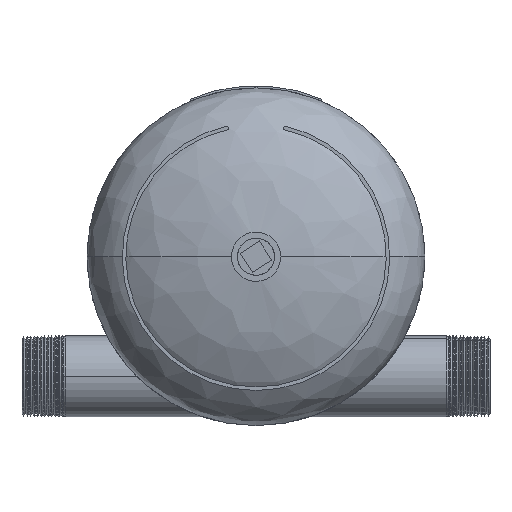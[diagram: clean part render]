
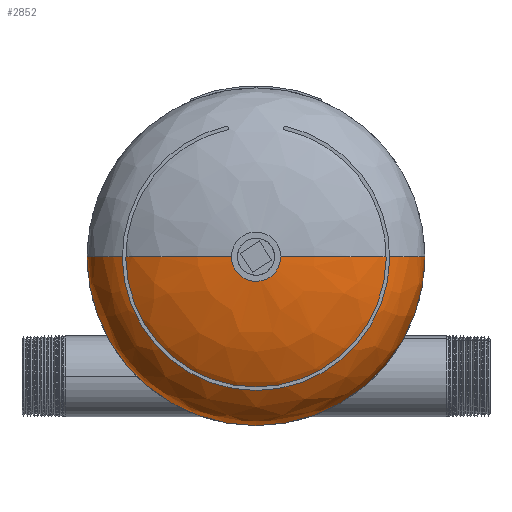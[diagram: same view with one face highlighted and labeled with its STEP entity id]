
A CAD part, front view. The second image highlights one B-rep face of the part: STEP entity #2852.
In plain terms, the highlighted free-form (B-spline) face has degree [3, 3] with [4, 4] control points.
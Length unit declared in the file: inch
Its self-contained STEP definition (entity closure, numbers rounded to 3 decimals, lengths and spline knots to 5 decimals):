
#110 = AXIS2_PLACEMENT_3D ( 'NONE', #9051, #713, #13047 ) ;
#713 = DIRECTION ( 'NONE',  ( 0., -1., 0. ) ) ;
#762 = CARTESIAN_POINT ( 'NONE',  ( -6., 2.62614, 0. ) ) ;
#1219 = CARTESIAN_POINT ( 'NONE',  ( 6., 2.62614, 0. ) ) ;
#1771 = CARTESIAN_POINT ( 'NONE',  ( -6., 1.0125, 0. ) ) ;
#1883 = CARTESIAN_POINT ( 'NONE',  ( -6., 1.0125, 0. ) ) ;
#2153 =( BOUNDED_SURFACE ( )  B_SPLINE_SURFACE ( 3, 3, ( 
 ( #7826, #8973, #2834, #7892 ),
 ( #12008, #6860, #10983, #5662 ),
 ( #762, #11811, #9785, #13094 ),
 ( #1771, #3839, #2574, #10048 ) ),
 .UNSPECIFIED., .F., .F., .F. ) 
 B_SPLINE_SURFACE_WITH_KNOTS ( ( 4, 4 ),
 ( 4, 4 ),
 ( 0., 1. ),
 ( 0., 1. ),
 .UNSPECIFIED. ) 
 GEOMETRIC_REPRESENTATION_ITEM ( )  RATIONAL_B_SPLINE_SURFACE ( (
 ( 1., 0.333, 0.333, 1.),
 ( 0.833, 0.278, 0.278, 0.833),
 ( 0.833, 0.278, 0.278, 0.833),
 ( 1., 0.333, 0.333, 1.) ) ) 
 REPRESENTATION_ITEM ( '' )  SURFACE ( )  );
#2574 = CARTESIAN_POINT ( 'NONE',  ( 6., 1.0125, -12. ) ) ;
#2675 = CARTESIAN_POINT ( 'NONE',  ( 0., 4.03808, -0.75 ) ) ;
#2834 = CARTESIAN_POINT ( 'NONE',  ( 0.75, 4.03808, -1.5 ) ) ;
#2852 = ADVANCED_FACE ( 'NONE', ( #3908 ), #2153, .F. ) ;
#2957 = CARTESIAN_POINT ( 'NONE',  ( -6., 1.0125, 0. ) ) ;
#2978 = DIRECTION ( 'NONE',  ( 0., 0., -1. ) ) ;
#3170 =( BOUNDED_CURVE ( )  B_SPLINE_CURVE ( 3, ( #11165, #10145, #12180, #1883 ),
 .UNSPECIFIED., .F., .F. ) 
 B_SPLINE_CURVE_WITH_KNOTS ( ( 4, 4 ),
 ( 1.69612, 3.14159 ),
 .UNSPECIFIED. ) 
 CURVE ( )  GEOMETRIC_REPRESENTATION_ITEM ( )  RATIONAL_B_SPLINE_CURVE ( ( 1., 0.833, 0.833, 1. ) ) 
 REPRESENTATION_ITEM ( '' )  );
#3839 = CARTESIAN_POINT ( 'NONE',  ( -6., 1.0125, -12. ) ) ;
#3908 = FACE_OUTER_BOUND ( 'NONE', #10391, .T. ) ;
#4007 = CARTESIAN_POINT ( 'NONE',  ( 0., 1.0125, -6. ) ) ;
#4305 = EDGE_CURVE ( 'NONE', #12349, #8176, #5192, .T. ) ;
#4794 = CIRCLE ( 'NONE', #12113, 0.75 ) ;
#5192 = CIRCLE ( 'NONE', #10791, 6. ) ;
#5327 = DIRECTION ( 'NONE',  ( 0., -1., 0. ) ) ;
#5519 = ORIENTED_EDGE ( 'NONE', *, *, #9479, .T. ) ;
#5662 = CARTESIAN_POINT ( 'NONE',  ( 3.9, 3.83638, 0. ) ) ;
#6301 = DIRECTION ( 'NONE',  ( 0., -1., 0. ) ) ;
#6304 = CARTESIAN_POINT ( 'NONE',  ( 0.75, 4.03808, 0. ) ) ;
#6456 = CARTESIAN_POINT ( 'NONE',  ( 0., 4.03808, 0. ) ) ;
#6836 = EDGE_CURVE ( 'NONE', #7425, #8176, #9540, .T. ) ;
#6860 = CARTESIAN_POINT ( 'NONE',  ( -3.9, 3.83638, -7.8 ) ) ;
#7169 = EDGE_CURVE ( 'NONE', #9144, #11218, #3170, .T. ) ;
#7271 = DIRECTION ( 'NONE',  ( 0., 0., -1. ) ) ;
#7327 = CARTESIAN_POINT ( 'NONE',  ( 0., 1.0125, 0. ) ) ;
#7425 = VERTEX_POINT ( 'NONE', #13228 ) ;
#7826 = CARTESIAN_POINT ( 'NONE',  ( -0.75, 4.03808, 0. ) ) ;
#7892 = CARTESIAN_POINT ( 'NONE',  ( 0.75, 4.03808, 0. ) ) ;
#8176 = VERTEX_POINT ( 'NONE', #10907 ) ;
#8242 = CIRCLE ( 'NONE', #9546, 6. ) ;
#8375 = CARTESIAN_POINT ( 'NONE',  ( -0.75, 4.03808, 0. ) ) ;
#8559 = VERTEX_POINT ( 'NONE', #2675 ) ;
#8973 = CARTESIAN_POINT ( 'NONE',  ( -0.75, 4.03808, -1.5 ) ) ;
#9051 = CARTESIAN_POINT ( 'NONE',  ( 0., 4.03808, 0. ) ) ;
#9144 = VERTEX_POINT ( 'NONE', #8375 ) ;
#9153 = CIRCLE ( 'NONE', #110, 0.75 ) ;
#9479 = EDGE_CURVE ( 'NONE', #8559, #7425, #4794, .T. ) ;
#9540 =( BOUNDED_CURVE ( )  B_SPLINE_CURVE ( 3, ( #6304, #10429, #1219, #12530 ),
 .UNSPECIFIED., .F., .F. ) 
 B_SPLINE_CURVE_WITH_KNOTS ( ( 4, 4 ),
 ( 1.69612, 3.14159 ),
 .UNSPECIFIED. ) 
 CURVE ( )  GEOMETRIC_REPRESENTATION_ITEM ( )  RATIONAL_B_SPLINE_CURVE ( ( 1., 0.833, 0.833, 1. ) ) 
 REPRESENTATION_ITEM ( '' )  );
#9546 = AXIS2_PLACEMENT_3D ( 'NONE', #11437, #6301, #13151 ) ;
#9785 = CARTESIAN_POINT ( 'NONE',  ( 6., 2.62614, -12. ) ) ;
#9846 = ORIENTED_EDGE ( 'NONE', *, *, #10045, .F. ) ;
#10045 = EDGE_CURVE ( 'NONE', #11218, #12349, #8242, .T. ) ;
#10048 = CARTESIAN_POINT ( 'NONE',  ( 6., 1.0125, 0. ) ) ;
#10145 = CARTESIAN_POINT ( 'NONE',  ( -3.9, 3.83638, 0. ) ) ;
#10251 = DIRECTION ( 'NONE',  ( 0., -1., 0. ) ) ;
#10391 = EDGE_LOOP ( 'NONE', ( #11096, #10759, #5519, #13229, #10853, #9846 ) ) ;
#10429 = CARTESIAN_POINT ( 'NONE',  ( 3.9, 3.83638, 0. ) ) ;
#10759 = ORIENTED_EDGE ( 'NONE', *, *, #12203, .T. ) ;
#10791 = AXIS2_PLACEMENT_3D ( 'NONE', #7327, #10251, #2978 ) ;
#10853 = ORIENTED_EDGE ( 'NONE', *, *, #4305, .F. ) ;
#10907 = CARTESIAN_POINT ( 'NONE',  ( 6., 1.0125, 0. ) ) ;
#10983 = CARTESIAN_POINT ( 'NONE',  ( 3.9, 3.83638, -7.8 ) ) ;
#11096 = ORIENTED_EDGE ( 'NONE', *, *, #7169, .F. ) ;
#11165 = CARTESIAN_POINT ( 'NONE',  ( -0.75, 4.03808, 0. ) ) ;
#11218 = VERTEX_POINT ( 'NONE', #2957 ) ;
#11437 = CARTESIAN_POINT ( 'NONE',  ( 0., 1.0125, 0. ) ) ;
#11811 = CARTESIAN_POINT ( 'NONE',  ( -6., 2.62614, -12. ) ) ;
#12008 = CARTESIAN_POINT ( 'NONE',  ( -3.9, 3.83638, 0. ) ) ;
#12113 = AXIS2_PLACEMENT_3D ( 'NONE', #6456, #5327, #7271 ) ;
#12180 = CARTESIAN_POINT ( 'NONE',  ( -6., 2.62614, 0. ) ) ;
#12203 = EDGE_CURVE ( 'NONE', #9144, #8559, #9153, .T. ) ;
#12349 = VERTEX_POINT ( 'NONE', #4007 ) ;
#12530 = CARTESIAN_POINT ( 'NONE',  ( 6., 1.0125, 0. ) ) ;
#13047 = DIRECTION ( 'NONE',  ( 0., 0., -1. ) ) ;
#13094 = CARTESIAN_POINT ( 'NONE',  ( 6., 2.62614, 0. ) ) ;
#13151 = DIRECTION ( 'NONE',  ( 0., 0., -1. ) ) ;
#13228 = CARTESIAN_POINT ( 'NONE',  ( 0.75, 4.03808, 0. ) ) ;
#13229 = ORIENTED_EDGE ( 'NONE', *, *, #6836, .T. ) ;
